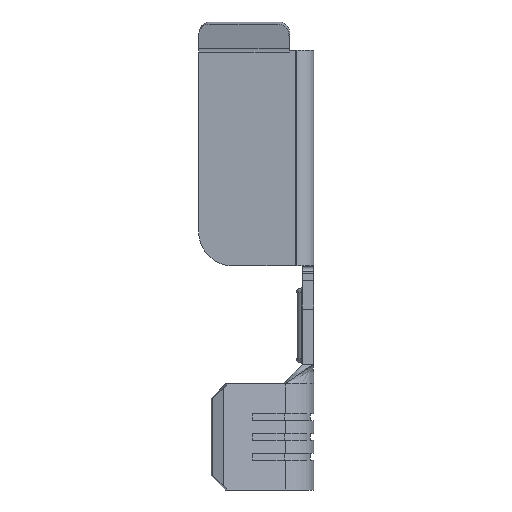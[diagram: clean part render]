
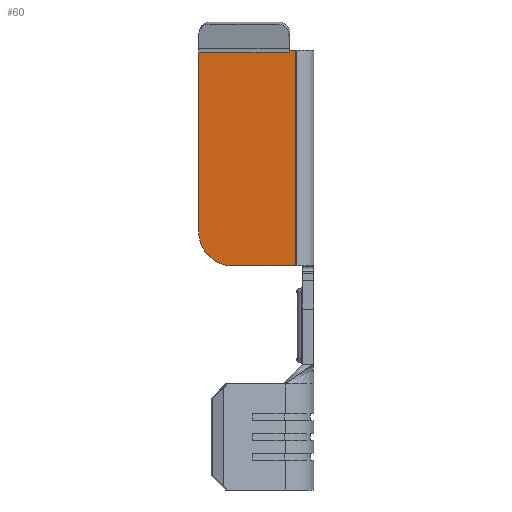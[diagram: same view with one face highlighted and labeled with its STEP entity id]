
A CAD part, left-side view. The second image highlights one B-rep face of the part: STEP entity #60.
In plain terms, the highlighted planar face has unit normal (-0.998, 0.07, 0).
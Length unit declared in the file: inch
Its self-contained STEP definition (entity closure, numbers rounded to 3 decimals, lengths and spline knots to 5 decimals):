
#32 = VERTEX_POINT ( 'NONE', #4376 ) ;
#60 = ADVANCED_FACE ( 'NONE', ( #1498 ), #4383, .F. ) ;
#69 = DIRECTION ( 'NONE',  ( -0.998, 0.07, 0. ) ) ;
#303 = VECTOR ( 'NONE', #4245, 39.37008 ) ;
#346 = CARTESIAN_POINT ( 'NONE',  ( -0.06017, 0.04289, 0.37703 ) ) ;
#347 = CARTESIAN_POINT ( 'NONE',  ( -0.06017, 0.04289, 0.38 ) ) ;
#483 = LINE ( 'NONE', #4578, #2983 ) ;
#494 = DIRECTION ( 'NONE',  ( 0., 0., -1. ) ) ;
#500 = CARTESIAN_POINT ( 'NONE',  ( -0.06017, 0.04289, 0.38 ) ) ;
#576 = CARTESIAN_POINT ( 'NONE',  ( -0.05316, 0.14265, 0. ) ) ;
#639 = AXIS2_PLACEMENT_3D ( 'NONE', #4280, #4262, #4246 ) ;
#683 = VECTOR ( 'NONE', #2032, 39.37008 ) ;
#783 = ORIENTED_EDGE ( 'NONE', *, *, #3371, .T. ) ;
#815 = LINE ( 'NONE', #347, #683 ) ;
#897 = EDGE_CURVE ( 'NONE', #5385, #1111, #483, .T. ) ;
#1015 = EDGE_CURVE ( 'NONE', #5385, #4091, #815, .T. ) ;
#1093 = EDGE_CURVE ( 'NONE', #2070, #32, #4794, .T. ) ;
#1111 = VERTEX_POINT ( 'NONE', #3660 ) ;
#1196 = EDGE_LOOP ( 'NONE', ( #1473, #4902, #5024, #1782, #1958, #3133, #783 ) ) ;
#1378 = AXIS2_PLACEMENT_3D ( 'NONE', #2896, #69, #3292 ) ;
#1473 = ORIENTED_EDGE ( 'NONE', *, *, #1093, .T. ) ;
#1498 = FACE_OUTER_BOUND ( 'NONE', #1196, .T. ) ;
#1505 = VECTOR ( 'NONE', #494, 39.37008 ) ;
#1756 = EDGE_CURVE ( 'NONE', #2115, #3851, #4607, .T. ) ;
#1782 = ORIENTED_EDGE ( 'NONE', *, *, #5079, .F. ) ;
#1884 = VECTOR ( 'NONE', #2263, 39.37008 ) ;
#1958 = ORIENTED_EDGE ( 'NONE', *, *, #897, .F. ) ;
#2008 = CARTESIAN_POINT ( 'NONE',  ( -0.04895, 0.2025, 0.37703 ) ) ;
#2032 = DIRECTION ( 'NONE',  ( 0., 0., -1. ) ) ;
#2070 = VERTEX_POINT ( 'NONE', #2008 ) ;
#2115 = VERTEX_POINT ( 'NONE', #576 ) ;
#2263 = DIRECTION ( 'NONE',  ( 0.07, 0.998, 0. ) ) ;
#2896 = CARTESIAN_POINT ( 'NONE',  ( -0.05316, 0.14265, 0.06 ) ) ;
#2951 = LINE ( 'NONE', #5121, #4006 ) ;
#2983 = VECTOR ( 'NONE', #3689, 39.37008 ) ;
#3133 = ORIENTED_EDGE ( 'NONE', *, *, #1015, .T. ) ;
#3292 = DIRECTION ( 'NONE',  ( 0.07, 0.998, 0. ) ) ;
#3341 = CARTESIAN_POINT ( 'NONE',  ( -0.06093, 0.0321, 0. ) ) ;
#3371 = EDGE_CURVE ( 'NONE', #4091, #2070, #4163, .T. ) ;
#3660 = CARTESIAN_POINT ( 'NONE',  ( -0.06093, 0.0321, 0.38 ) ) ;
#3679 = CARTESIAN_POINT ( 'NONE',  ( -0.04895, 0.2025, 0.38 ) ) ;
#3689 = DIRECTION ( 'NONE',  ( -0.07, -0.998, 0. ) ) ;
#3741 = EDGE_CURVE ( 'NONE', #32, #2115, #4768, .T. ) ;
#3851 = VERTEX_POINT ( 'NONE', #3341 ) ;
#4006 = VECTOR ( 'NONE', #5525, 39.37008 ) ;
#4091 = VERTEX_POINT ( 'NONE', #346 ) ;
#4163 = LINE ( 'NONE', #5517, #1884 ) ;
#4229 = CARTESIAN_POINT ( 'NONE',  ( -0.04895, 0.2025, 0. ) ) ;
#4245 = DIRECTION ( 'NONE',  ( -0.07, -0.998, 0. ) ) ;
#4246 = DIRECTION ( 'NONE',  ( 0.07, 0.998, 0. ) ) ;
#4262 = DIRECTION ( 'NONE',  ( 0.998, -0.07, 0. ) ) ;
#4280 = CARTESIAN_POINT ( 'NONE',  ( -0.04895, 0.2025, 0.38 ) ) ;
#4376 = CARTESIAN_POINT ( 'NONE',  ( -0.04895, 0.2025, 0.06 ) ) ;
#4383 = PLANE ( 'NONE',  #639 ) ;
#4578 = CARTESIAN_POINT ( 'NONE',  ( -0.04895, 0.2025, 0.38 ) ) ;
#4607 = LINE ( 'NONE', #4229, #303 ) ;
#4768 = CIRCLE ( 'NONE', #1378, 0.06 ) ;
#4794 = LINE ( 'NONE', #3679, #1505 ) ;
#4902 = ORIENTED_EDGE ( 'NONE', *, *, #3741, .T. ) ;
#5024 = ORIENTED_EDGE ( 'NONE', *, *, #1756, .T. ) ;
#5079 = EDGE_CURVE ( 'NONE', #1111, #3851, #2951, .T. ) ;
#5121 = CARTESIAN_POINT ( 'NONE',  ( -0.06093, 0.0321, 0.38 ) ) ;
#5385 = VERTEX_POINT ( 'NONE', #500 ) ;
#5517 = CARTESIAN_POINT ( 'NONE',  ( -0.04895, 0.2025, 0.37703 ) ) ;
#5525 = DIRECTION ( 'NONE',  ( 0., 0., -1. ) ) ;
